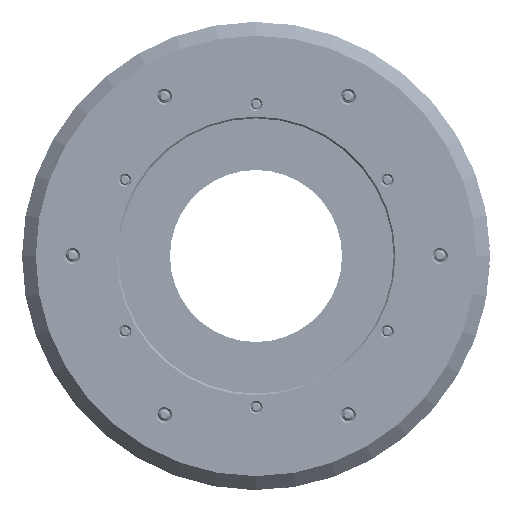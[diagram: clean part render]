
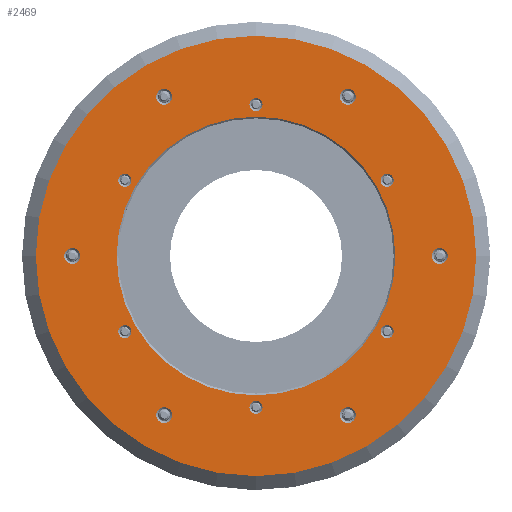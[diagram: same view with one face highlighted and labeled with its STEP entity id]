
A CAD part, top view. The second image highlights one B-rep face of the part: STEP entity #2469.
In plain terms, the highlighted planar face has unit normal (0, 0, 1).
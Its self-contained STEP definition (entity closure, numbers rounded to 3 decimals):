
#371=PLANE('',#2837);
#972=ORIENTED_EDGE('',*,*,#1297,.T.);
#973=ORIENTED_EDGE('',*,*,#1245,.T.);
#974=ORIENTED_EDGE('',*,*,#1249,.T.);
#975=ORIENTED_EDGE('',*,*,#1253,.T.);
#976=ORIENTED_EDGE('',*,*,#1257,.T.);
#977=ORIENTED_EDGE('',*,*,#1261,.T.);
#978=ORIENTED_EDGE('',*,*,#1298,.T.);
#979=ORIENTED_EDGE('',*,*,#1299,.T.);
#980=ORIENTED_EDGE('',*,*,#1267,.T.);
#981=ORIENTED_EDGE('',*,*,#1273,.T.);
#982=ORIENTED_EDGE('',*,*,#1279,.T.);
#983=ORIENTED_EDGE('',*,*,#1285,.T.);
#984=ORIENTED_EDGE('',*,*,#1291,.T.);
#985=ORIENTED_EDGE('',*,*,#1300,.T.);
#1245=EDGE_CURVE('',#1473,#1473,#1639,.T.);
#1249=EDGE_CURVE('',#1477,#1477,#1643,.T.);
#1253=EDGE_CURVE('',#1481,#1481,#1647,.T.);
#1257=EDGE_CURVE('',#1485,#1485,#1651,.T.);
#1261=EDGE_CURVE('',#1489,#1489,#1655,.T.);
#1267=EDGE_CURVE('',#1495,#1495,#1661,.T.);
#1273=EDGE_CURVE('',#1501,#1501,#1667,.T.);
#1279=EDGE_CURVE('',#1507,#1507,#1673,.T.);
#1285=EDGE_CURVE('',#1513,#1513,#1679,.T.);
#1291=EDGE_CURVE('',#1519,#1519,#1685,.T.);
#1297=EDGE_CURVE('',#1525,#1525,#1691,.F.);
#1298=EDGE_CURVE('',#1526,#1526,#1692,.T.);
#1299=EDGE_CURVE('',#1527,#1527,#1693,.T.);
#1300=EDGE_CURVE('',#1528,#1528,#1694,.T.);
#1473=VERTEX_POINT('',#7460);
#1477=VERTEX_POINT('',#7471);
#1481=VERTEX_POINT('',#7482);
#1485=VERTEX_POINT('',#7493);
#1489=VERTEX_POINT('',#7504);
#1495=VERTEX_POINT('',#7521);
#1501=VERTEX_POINT('',#7538);
#1507=VERTEX_POINT('',#7555);
#1513=VERTEX_POINT('',#7572);
#1519=VERTEX_POINT('',#7589);
#1525=VERTEX_POINT('',#7605);
#1526=VERTEX_POINT('',#7607);
#1527=VERTEX_POINT('',#7609);
#1528=VERTEX_POINT('',#7611);
#1639=CIRCLE('',#2745,0.95);
#1643=CIRCLE('',#2752,0.95);
#1647=CIRCLE('',#2759,0.95);
#1651=CIRCLE('',#2766,0.95);
#1655=CIRCLE('',#2773,0.95);
#1661=CIRCLE('',#2784,1.15);
#1667=CIRCLE('',#2795,1.15);
#1673=CIRCLE('',#2806,1.15);
#1679=CIRCLE('',#2817,1.15);
#1685=CIRCLE('',#2828,1.15);
#1691=CIRCLE('',#2838,32.);
#1692=CIRCLE('',#2839,0.95);
#1693=CIRCLE('',#2840,20.25);
#1694=CIRCLE('',#2841,1.15);
#1958=EDGE_LOOP('',(#972));
#1959=EDGE_LOOP('',(#973));
#1960=EDGE_LOOP('',(#974));
#1961=EDGE_LOOP('',(#975));
#1962=EDGE_LOOP('',(#976));
#1963=EDGE_LOOP('',(#977));
#1964=EDGE_LOOP('',(#978));
#1965=EDGE_LOOP('',(#979));
#1966=EDGE_LOOP('',(#980));
#1967=EDGE_LOOP('',(#981));
#1968=EDGE_LOOP('',(#982));
#1969=EDGE_LOOP('',(#983));
#1970=EDGE_LOOP('',(#984));
#1971=EDGE_LOOP('',(#985));
#2263=FACE_BOUND('',#1958,.T.);
#2264=FACE_BOUND('',#1959,.T.);
#2265=FACE_BOUND('',#1960,.T.);
#2266=FACE_BOUND('',#1961,.T.);
#2267=FACE_BOUND('',#1962,.T.);
#2268=FACE_BOUND('',#1963,.T.);
#2269=FACE_BOUND('',#1964,.T.);
#2270=FACE_BOUND('',#1965,.T.);
#2271=FACE_BOUND('',#1966,.T.);
#2272=FACE_BOUND('',#1967,.T.);
#2273=FACE_BOUND('',#1968,.T.);
#2274=FACE_BOUND('',#1969,.T.);
#2275=FACE_BOUND('',#1970,.T.);
#2276=FACE_BOUND('',#1971,.T.);
#2469=ADVANCED_FACE('',(#2263,#2264,#2265,#2266,#2267,#2268,#2269,#2270,
#2271,#2272,#2273,#2274,#2275,#2276),#371,.F.);
#2745=AXIS2_PLACEMENT_3D('',#7459,#3395,#3396);
#2752=AXIS2_PLACEMENT_3D('',#7470,#3409,#3410);
#2759=AXIS2_PLACEMENT_3D('',#7481,#3423,#3424);
#2766=AXIS2_PLACEMENT_3D('',#7492,#3437,#3438);
#2773=AXIS2_PLACEMENT_3D('',#7503,#3451,#3452);
#2784=AXIS2_PLACEMENT_3D('',#7520,#3473,#3474);
#2795=AXIS2_PLACEMENT_3D('',#7537,#3495,#3496);
#2806=AXIS2_PLACEMENT_3D('',#7554,#3517,#3518);
#2817=AXIS2_PLACEMENT_3D('',#7571,#3539,#3540);
#2828=AXIS2_PLACEMENT_3D('',#7588,#3561,#3562);
#2837=AXIS2_PLACEMENT_3D('',#7603,#3579,#3580);
#2838=AXIS2_PLACEMENT_3D('',#7604,#3581,#3582);
#2839=AXIS2_PLACEMENT_3D('',#7606,#3583,#3584);
#2840=AXIS2_PLACEMENT_3D('',#7608,#3585,#3586);
#2841=AXIS2_PLACEMENT_3D('',#7610,#3587,#3588);
#3395=DIRECTION('',(0.,0.,-1.));
#3396=DIRECTION('',(-0.5,0.866,0.));
#3409=DIRECTION('',(0.,0.,-1.));
#3410=DIRECTION('',(0.5,0.866,0.));
#3423=DIRECTION('',(0.,0.,-1.));
#3424=DIRECTION('',(1.,0.,0.));
#3437=DIRECTION('',(0.,0.,-1.));
#3438=DIRECTION('',(0.5,-0.866,0.));
#3451=DIRECTION('',(0.,0.,-1.));
#3452=DIRECTION('',(-0.5,-0.866,0.));
#3473=DIRECTION('',(0.,0.,-1.));
#3474=DIRECTION('',(-0.5,0.866,0.));
#3495=DIRECTION('',(0.,0.,-1.));
#3496=DIRECTION('',(0.5,0.866,0.));
#3517=DIRECTION('',(0.,0.,-1.));
#3518=DIRECTION('',(1.,0.,0.));
#3539=DIRECTION('',(0.,0.,-1.));
#3540=DIRECTION('',(0.5,-0.866,0.));
#3561=DIRECTION('',(0.,0.,-1.));
#3562=DIRECTION('',(-0.5,-0.866,0.));
#3579=DIRECTION('',(0.,0.,-1.));
#3580=DIRECTION('',(-1.,0.,0.));
#3581=DIRECTION('',(0.,0.,-1.));
#3582=DIRECTION('',(-1.,0.,0.));
#3583=DIRECTION('',(0.,0.,-1.));
#3584=DIRECTION('',(-1.,0.,0.));
#3585=DIRECTION('',(0.,0.,-1.));
#3586=DIRECTION('',(-1.,0.,0.));
#3587=DIRECTION('',(0.,0.,-1.));
#3588=DIRECTION('',(-1.,0.,0.));
#7459=CARTESIAN_POINT('',(19.053,11.,-4.5));
#7460=CARTESIAN_POINT('',(18.578,11.823,-4.5));
#7470=CARTESIAN_POINT('',(19.053,-11.,-4.5));
#7471=CARTESIAN_POINT('',(19.528,-10.177,-4.5));
#7481=CARTESIAN_POINT('',(0.,-22.,-4.5));
#7482=CARTESIAN_POINT('',(0.95,-22.,-4.5));
#7492=CARTESIAN_POINT('',(-19.053,-11.,-4.5));
#7493=CARTESIAN_POINT('',(-18.578,-11.823,-4.5));
#7503=CARTESIAN_POINT('',(-19.053,11.,-4.5));
#7504=CARTESIAN_POINT('',(-19.528,10.177,-4.5));
#7520=CARTESIAN_POINT('',(-13.35,23.123,-4.5));
#7521=CARTESIAN_POINT('',(-13.925,24.119,-4.5));
#7537=CARTESIAN_POINT('',(13.35,23.123,-4.5));
#7538=CARTESIAN_POINT('',(13.925,24.119,-4.5));
#7554=CARTESIAN_POINT('',(26.7,0.,-4.5));
#7555=CARTESIAN_POINT('',(27.85,0.,-4.5));
#7571=CARTESIAN_POINT('',(13.35,-23.123,-4.5));
#7572=CARTESIAN_POINT('',(13.925,-24.119,-4.5));
#7588=CARTESIAN_POINT('',(-13.35,-23.123,-4.5));
#7589=CARTESIAN_POINT('',(-13.925,-24.119,-4.5));
#7603=CARTESIAN_POINT('',(0.,0.,-4.5));
#7604=CARTESIAN_POINT('',(0.,0.,-4.5));
#7605=CARTESIAN_POINT('',(-32.,0.,-4.5));
#7606=CARTESIAN_POINT('',(0.,22.,-4.5));
#7607=CARTESIAN_POINT('',(-0.95,22.,-4.5));
#7608=CARTESIAN_POINT('',(0.,0.,-4.5));
#7609=CARTESIAN_POINT('',(-20.25,0.,-4.5));
#7610=CARTESIAN_POINT('',(-26.7,0.,-4.5));
#7611=CARTESIAN_POINT('',(-27.85,0.,-4.5));
